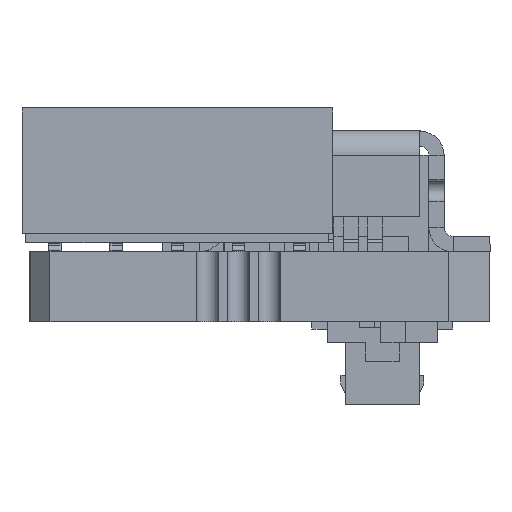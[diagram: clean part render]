
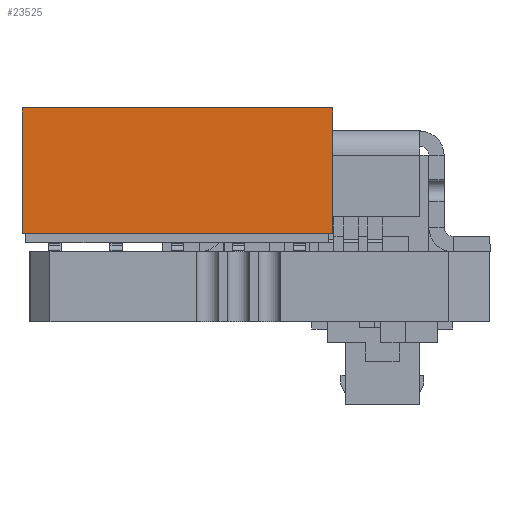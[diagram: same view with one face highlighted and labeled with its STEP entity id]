
A CAD part, front view. The second image highlights one B-rep face of the part: STEP entity #23525.
In plain terms, the highlighted planar face has unit normal (0, -1, 0).
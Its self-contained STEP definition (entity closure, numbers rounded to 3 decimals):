
#23049 = VERTEX_POINT('',#23050);
#23050 = CARTESIAN_POINT('',(5.075,-2.1,0.));
#23056 = EDGE_CURVE('',#23057,#23049,#23059,.T.);
#23057 = VERTEX_POINT('',#23058);
#23058 = CARTESIAN_POINT('',(-5.075,-2.1,0.));
#23059 = LINE('',#23060,#23061);
#23060 = CARTESIAN_POINT('',(-5.075,-2.1,0.));
#23061 = VECTOR('',#23062,1.);
#23062 = DIRECTION('',(1.,0.,0.));
#23492 = VERTEX_POINT('',#23493);
#23493 = CARTESIAN_POINT('',(-5.075,-2.1,4.1));
#23499 = EDGE_CURVE('',#23492,#23500,#23502,.T.);
#23500 = VERTEX_POINT('',#23501);
#23501 = CARTESIAN_POINT('',(5.075,-2.1,4.1));
#23502 = LINE('',#23503,#23504);
#23503 = CARTESIAN_POINT('',(-5.075,-2.1,4.1));
#23504 = VECTOR('',#23505,1.);
#23505 = DIRECTION('',(1.,0.,0.));
#23525 = ADVANCED_FACE('',(#23526),#23542,.T.);
#23526 = FACE_BOUND('',#23527,.T.);
#23527 = EDGE_LOOP('',(#23528,#23529,#23535,#23536));
#23528 = ORIENTED_EDGE('',*,*,#23499,.F.);
#23529 = ORIENTED_EDGE('',*,*,#23530,.F.);
#23530 = EDGE_CURVE('',#23057,#23492,#23531,.T.);
#23531 = LINE('',#23532,#23533);
#23532 = CARTESIAN_POINT('',(-5.075,-2.1,0.));
#23533 = VECTOR('',#23534,1.);
#23534 = DIRECTION('',(0.,0.,1.));
#23535 = ORIENTED_EDGE('',*,*,#23056,.T.);
#23536 = ORIENTED_EDGE('',*,*,#23537,.T.);
#23537 = EDGE_CURVE('',#23049,#23500,#23538,.T.);
#23538 = LINE('',#23539,#23540);
#23539 = CARTESIAN_POINT('',(5.075,-2.1,0.));
#23540 = VECTOR('',#23541,1.);
#23541 = DIRECTION('',(0.,0.,1.));
#23542 = PLANE('',#23543);
#23543 = AXIS2_PLACEMENT_3D('',#23544,#23545,#23546);
#23544 = CARTESIAN_POINT('',(-5.075,-2.1,0.));
#23545 = DIRECTION('',(0.,-1.,0.));
#23546 = DIRECTION('',(0.,0.,-1.));
